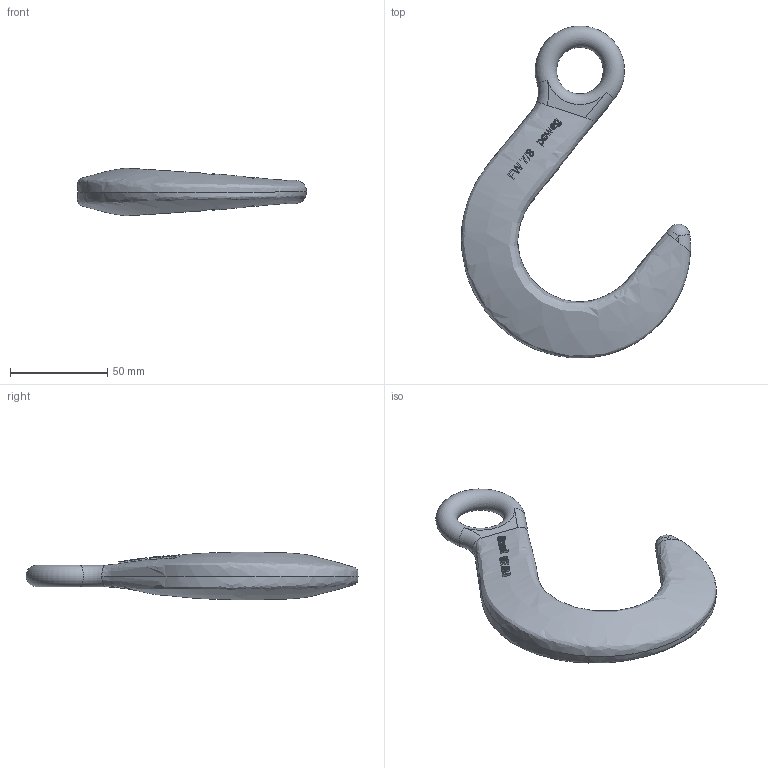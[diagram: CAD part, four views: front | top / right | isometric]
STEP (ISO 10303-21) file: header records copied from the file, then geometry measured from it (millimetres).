
FILE_DESCRIPTION(/* description */ (''),/* implementation_level */ '2;1');
FILE_NAME(/* name */ 'pewag_FW 7_8',/* time_stamp */ '2010-01-25T10:55:18+01:00',/* author */ (''),/* organization */ (''),/* preprocessor_version */ 'ST-DEVELOPER v9',/* originating_system */ 'UGS - NX 4.0',/* authorisation */ '');
FILE_SCHEMA (('AUTOMOTIVE_DESIGN { 1 0 10303 214 1 1 1 1 }'));
Length unit declared in the file: millimetre
Products named in the file (1): rit415Fsfui
Bounding box: 118 x 170.98 x 24.57 mm (x, y, z)
Volume: 110010.1 mm3; surface area: 22171.8 mm2
Topology: 1 solids, 1 shells, 176 faces, 476 edges, 315 vertices
Faces by surface type: extrusion 89, plane 63, bspline 18, torus 3, cylinder 2, sphere 1
Entity records: 16247 total; most frequent: CARTESIAN_POINT 12470, ORIENTED_EDGE 944, EDGE_CURVE 472, DIRECTION 401, B_SPLINE_CURVE_WITH_KNOTS 399, VERTEX_POINT 314, VECTOR 241, EDGE_LOOP 192
